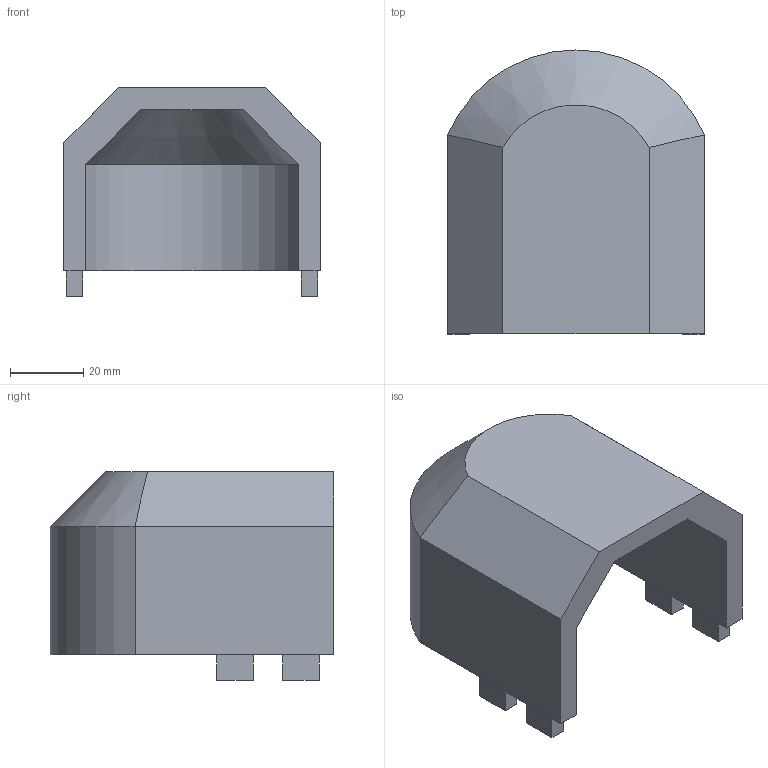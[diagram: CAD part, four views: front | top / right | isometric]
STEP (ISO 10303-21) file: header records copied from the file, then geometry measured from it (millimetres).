
FILE_DESCRIPTION(/* description */ (''),/* implementation_level */ '2;1');
FILE_NAME(/* name */ 'Thermal Camera v0.2 LID.stp',/* time_stamp */ '2025-08-27T18:02:27-04:00',/* author */ ('mumin'),/* organization */ (''),/* preprocessor_version */ 'ST-DEVELOPER v20',/* originating_system */ 'Autodesk Inventor 2025',/* authorisation */ '');
FILE_SCHEMA (('AUTOMOTIVE_DESIGN { 1 0 10303 214 3 1 1 }'));
Length unit declared in the file: millimetre
Products named in the file (1): lid
Bounding box: 70 x 77.46 x 57 mm (x, y, z)
Volume: 78597.6 mm3; surface area: 25835.7 mm2
Topology: 1 solids, 1 shells, 36 faces, 86 edges, 56 vertices
Faces by surface type: plane 32, cone 2, cylinder 2
Entity records: 1071 total; most frequent: CARTESIAN_POINT 191, ORIENTED_EDGE 172, DIRECTION 162, EDGE_CURVE 86, LINE 76, VECTOR 76, VERTEX_POINT 56, AXIS2_PLACEMENT_3D 43
